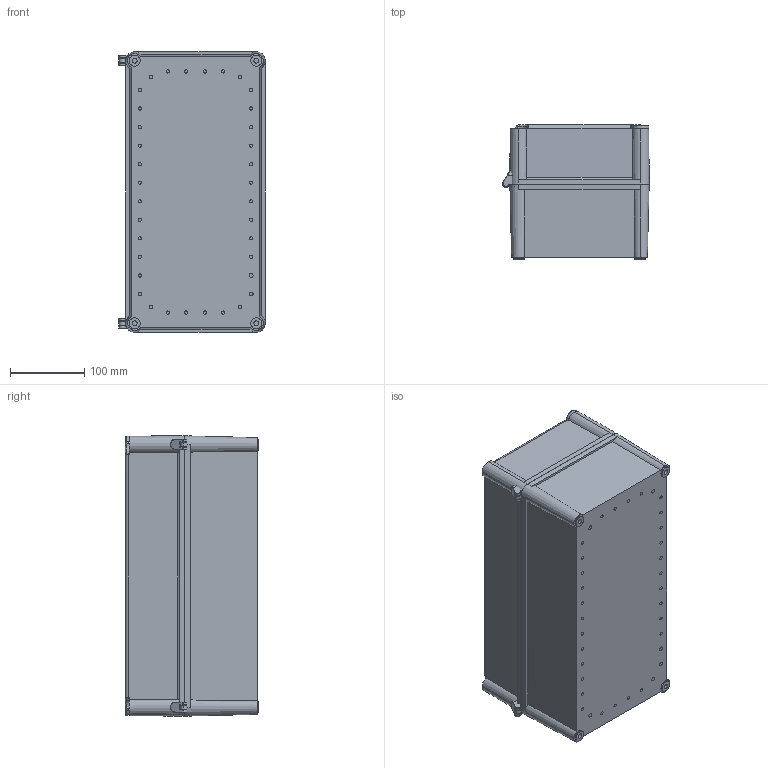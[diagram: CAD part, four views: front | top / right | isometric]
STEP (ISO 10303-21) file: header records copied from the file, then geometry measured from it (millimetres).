
FILE_DESCRIPTION (( 'STEP AP214' ), '1' );
FILE_NAME ('2539541_FIBOX_Solid_PC2819_18T_2FSH.STEP', '2023-02-16T13:06:50', ( 'fiboxadmin' ), ( '' ), 'SwSTEP 2.0', 'SolidWorks 2021', '' );
FILE_SCHEMA (( 'AUTOMOTIVE_DESIGN' ));
Length unit declared in the file: millimetre
Products named in the file (5): SS 10563 long Cross head screw; 2539541_FIBOX_Solid_PC2819_18T_2FSH; FIBOX_EKM80C; FSH Hinge; Fibox_Solid_3819_B
Assembly tree (6 placements, depth 2):
  2539541_FIBOX_Solid_PC2819_18T_2FSH
    Fibox_Solid_3819_B
    FIBOX_EKM80C
    SS 10563 long Cross head screw  x2
    FSH Hinge  x2
Bounding box: 197.4 x 180.5 x 378 mm (x, y, z)
Volume: 1212842.1 mm3; surface area: 703174.4 mm2
Topology: 8 solids, 8 shells, 1038 faces, 2612 edges, 1688 vertices
Faces by surface type: plane 481, cylinder 404, cone 71, bspline 48, torus 34
Entity records: 29231 total; most frequent: CARTESIAN_POINT 6612, DIRECTION 4386, ORIENTED_EDGE 4246, EDGE_CURVE 2123, AXIS2_PLACEMENT_3D 1667, VERTEX_POINT 1381, VECTOR 1052, LINE 1052
